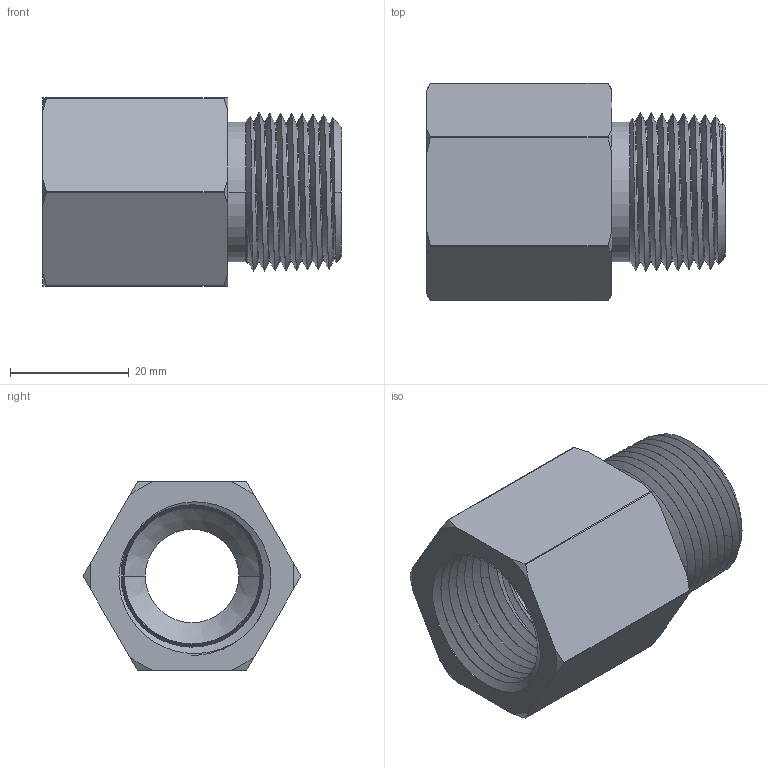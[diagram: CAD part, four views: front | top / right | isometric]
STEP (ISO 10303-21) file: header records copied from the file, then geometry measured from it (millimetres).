
FILE_DESCRIPTION((''),'2;1');
FILE_NAME('ADAPTER_H_MFAA_FM_NPT_M_ISO_TAP','2025-07-08T13:08:40',('Administrator'),(''),'CREO PARAMETRIC BY PTC INC, 2020184','CREO PARAMETRIC BY PTC INC, 2020184','');
FILE_SCHEMA(('AUTOMOTIVE_DESIGN { 1 0 10303 214 1 1 1 1 }'));
Length unit declared in the file: millimetre
Products named in the file (1): ADAPTER_H_MFAA_FM_NPT_M_ISO_TAP
Bounding box: 50.3 x 36.66 x 31.8 mm (x, y, z)
Volume: 20476.4 mm3; surface area: 11356.9 mm2
Topology: 1 solids, 1 shells, 93 faces, 257 edges, 177 vertices
Faces by surface type: cone 54, bspline 18, cylinder 12, plane 9
Entity records: 9672 total; most frequent: CARTESIAN_POINT 7424, ORIENTED_EDGE 506, DIRECTION 300, EDGE_CURVE 253, VERTEX_POINT 163, B_SPLINE_CURVE_WITH_KNOTS 141, COLOUR_RGB 116, AXIS2_PLACEMENT_3D 108
